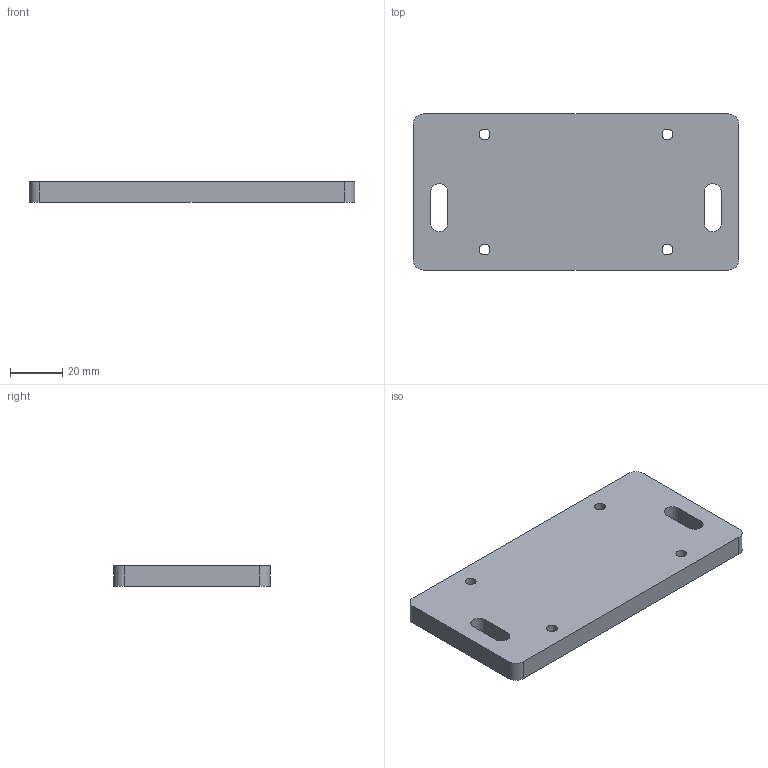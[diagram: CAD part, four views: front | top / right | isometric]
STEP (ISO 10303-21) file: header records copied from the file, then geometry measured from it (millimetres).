
FILE_DESCRIPTION(/* description */ ('Titel eingeben'),/* implementation_level */ '2;1');
FILE_NAME(/* name */ '19028_KriTec_Adapterplatte_Al_fuer_Druckluftanschlussdose.stp',/* time_stamp */ '2017-06-27T12:33:09+02:00',/* author */ ('kostic'),/* organization */ (''),/* preprocessor_version */ 'ST-DEVELOPER v16.1',/* originating_system */ 'Autodesk Inventor 2016',/* authorisation */ '');
FILE_SCHEMA (('AUTOMOTIVE_DESIGN { 1 0 10303 214 3 1 1 }'));
Length unit declared in the file: millimetre
Products named in the file (1): 19028_KriTec_Adapterplatte_Al_fuer_Druckluftanschlussdose
Bounding box: 125 x 60 x 8 mm (x, y, z)
Volume: 57681.7 mm3; surface area: 18451.8 mm2
Topology: 1 solids, 1 shells, 22 faces, 64 edges, 44 vertices
Faces by surface type: cylinder 12, plane 10
Full cylindrical faces by diameter (mm): 4.134 x4
Entity records: 736 total; most frequent: DIRECTION 126, CARTESIAN_POINT 119, ORIENTED_EDGE 112, EDGE_CURVE 56, AXIS2_PLACEMENT_3D 47, VERTEX_POINT 40, EDGE_LOOP 38, LINE 32
